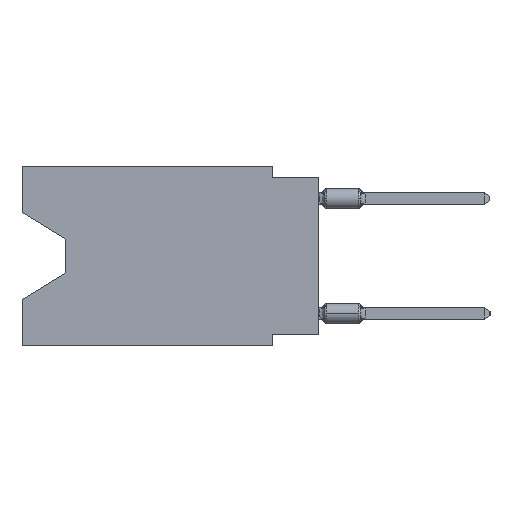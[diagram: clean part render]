
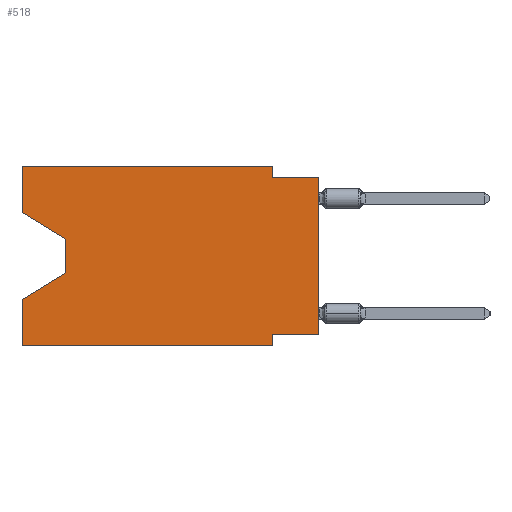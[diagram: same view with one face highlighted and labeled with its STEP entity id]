
A CAD part, left-side view. The second image highlights one B-rep face of the part: STEP entity #518.
In plain terms, the highlighted planar face has unit normal (-1, 0, 0).
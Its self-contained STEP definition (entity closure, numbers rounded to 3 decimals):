
#518 = ADVANCED_FACE ( 'NONE', ( #19816 ), #23456, .F. ) ;
#1528 = DIRECTION ( 'NONE',  ( 0., 0., 1. ) ) ;
#1619 = ORIENTED_EDGE ( 'NONE', *, *, #10709, .F. ) ;
#1959 = VECTOR ( 'NONE', #31115, 1000. ) ;
#4024 = DIRECTION ( 'NONE',  ( 0., 0., -1. ) ) ;
#4383 = ORIENTED_EDGE ( 'NONE', *, *, #17341, .F. ) ;
#5377 = DIRECTION ( 'NONE',  ( 1., 0., 0. ) ) ;
#5648 = VERTEX_POINT ( 'NONE', #31648 ) ;
#5687 = VECTOR ( 'NONE', #14133, 1000. ) ;
#7009 = EDGE_CURVE ( 'NONE', #34606, #21306, #12217, .T. ) ;
#7264 = VECTOR ( 'NONE', #44049, 1000. ) ;
#8140 = LINE ( 'NONE', #25294, #32738 ) ;
#8431 = CARTESIAN_POINT ( 'NONE',  ( 0., 16.383, -9.906 ) ) ;
#9270 = EDGE_CURVE ( 'NONE', #20919, #32193, #45008, .T. ) ;
#10709 = EDGE_CURVE ( 'NONE', #39749, #37323, #43863, .T. ) ;
#11540 = VECTOR ( 'NONE', #22614, 1000. ) ;
#12017 = CARTESIAN_POINT ( 'NONE',  ( 0., 16.383, -9.906 ) ) ;
#12063 = VECTOR ( 'NONE', #13596, 1000. ) ;
#12217 = LINE ( 'NONE', #43559, #17629 ) ;
#12323 = ORIENTED_EDGE ( 'NONE', *, *, #20711, .T. ) ;
#12516 = CARTESIAN_POINT ( 'NONE',  ( 0., 0., -0.635 ) ) ;
#12967 = LINE ( 'NONE', #12516, #11540 ) ;
#13596 = DIRECTION ( 'NONE',  ( 0., 0., -1. ) ) ;
#13980 = ORIENTED_EDGE ( 'NONE', *, *, #9270, .F. ) ;
#14133 = DIRECTION ( 'NONE',  ( 0., 1., 0. ) ) ;
#14559 = LINE ( 'NONE', #14781, #32968 ) ;
#14781 = CARTESIAN_POINT ( 'NONE',  ( 0., 0., 0. ) ) ;
#15932 = CARTESIAN_POINT ( 'NONE',  ( 0., 16.383, -2.546 ) ) ;
#16158 = DIRECTION ( 'NONE',  ( 0., -1., 0. ) ) ;
#16631 = ORIENTED_EDGE ( 'NONE', *, *, #41115, .F. ) ;
#16763 = LINE ( 'NONE', #41437, #1959 ) ;
#16888 = ORIENTED_EDGE ( 'NONE', *, *, #7009, .T. ) ;
#17341 = EDGE_CURVE ( 'NONE', #43160, #30928, #12967, .T. ) ;
#17581 = CARTESIAN_POINT ( 'NONE',  ( 0., 0., -9.271 ) ) ;
#17629 = VECTOR ( 'NONE', #33243, 1000. ) ;
#17692 = EDGE_LOOP ( 'NONE', ( #12323, #39289, #16888, #30544, #26023, #42478, #13980, #44322, #4383, #16631, #1619, #24439 ) ) ;
#19564 = VECTOR ( 'NONE', #1528, 1000. ) ;
#19816 = FACE_OUTER_BOUND ( 'NONE', #17692, .T. ) ;
#20038 = LINE ( 'NONE', #15932, #7264 ) ;
#20711 = EDGE_CURVE ( 'NONE', #29433, #5648, #20038, .T. ) ;
#20919 = VERTEX_POINT ( 'NONE', #37062 ) ;
#21306 = VERTEX_POINT ( 'NONE', #39078 ) ;
#22614 = DIRECTION ( 'NONE',  ( 0., -1., 0. ) ) ;
#23008 = CARTESIAN_POINT ( 'NONE',  ( 0., 2.54, 0. ) ) ;
#23032 = EDGE_CURVE ( 'NONE', #29433, #39749, #26444, .T. ) ;
#23148 = AXIS2_PLACEMENT_3D ( 'NONE', #37170, #5377, #33946 ) ;
#23456 = PLANE ( 'NONE',  #23148 ) ;
#23698 = CARTESIAN_POINT ( 'NONE',  ( 0., 13.97, -5.893 ) ) ;
#24340 = CARTESIAN_POINT ( 'NONE',  ( 0., 16.383, -2.546 ) ) ;
#24439 = ORIENTED_EDGE ( 'NONE', *, *, #23032, .F. ) ;
#24635 = VERTEX_POINT ( 'NONE', #30676 ) ;
#25294 = CARTESIAN_POINT ( 'NONE',  ( 0., 13.97, -4.013 ) ) ;
#26023 = ORIENTED_EDGE ( 'NONE', *, *, #37305, .T. ) ;
#26224 = VECTOR ( 'NONE', #40638, 1000. ) ;
#26444 = LINE ( 'NONE', #36056, #19564 ) ;
#26511 = VERTEX_POINT ( 'NONE', #8431 ) ;
#27061 = CARTESIAN_POINT ( 'NONE',  ( 0., 0., -0.635 ) ) ;
#27723 = CARTESIAN_POINT ( 'NONE',  ( 0., 2.54, -9.271 ) ) ;
#27846 = VECTOR ( 'NONE', #16158, 1000. ) ;
#27995 = CARTESIAN_POINT ( 'NONE',  ( 0., 2.54, -9.906 ) ) ;
#28498 = DIRECTION ( 'NONE',  ( 0., 0., 1. ) ) ;
#29371 = EDGE_CURVE ( 'NONE', #32193, #24635, #41952, .T. ) ;
#29433 = VERTEX_POINT ( 'NONE', #24340 ) ;
#30544 = ORIENTED_EDGE ( 'NONE', *, *, #42165, .F. ) ;
#30676 = CARTESIAN_POINT ( 'NONE',  ( 0., 2.54, -9.906 ) ) ;
#30928 = VERTEX_POINT ( 'NONE', #27061 ) ;
#31115 = DIRECTION ( 'NONE',  ( 0., 0., -1. ) ) ;
#31242 = CARTESIAN_POINT ( 'NONE',  ( 0., 16.383, 0. ) ) ;
#31648 = CARTESIAN_POINT ( 'NONE',  ( 0., 13.97, -4.013 ) ) ;
#31692 = LINE ( 'NONE', #31242, #36359 ) ;
#31933 = DIRECTION ( 'NONE',  ( 0., 0., 1. ) ) ;
#32193 = VERTEX_POINT ( 'NONE', #27723 ) ;
#32738 = VECTOR ( 'NONE', #4024, 1000. ) ;
#32968 = VECTOR ( 'NONE', #28498, 1000. ) ;
#33243 = DIRECTION ( 'NONE',  ( 0., 0.855, -0.519 ) ) ;
#33946 = DIRECTION ( 'NONE',  ( 0., 0., -1. ) ) ;
#34606 = VERTEX_POINT ( 'NONE', #23698 ) ;
#35904 = EDGE_CURVE ( 'NONE', #20919, #30928, #14559, .T. ) ;
#36056 = CARTESIAN_POINT ( 'NONE',  ( 0., 16.383, 0. ) ) ;
#36262 = LINE ( 'NONE', #12017, #27846 ) ;
#36359 = VECTOR ( 'NONE', #31933, 1000. ) ;
#36562 = CARTESIAN_POINT ( 'NONE',  ( 0., 2.54, -0.635 ) ) ;
#37062 = CARTESIAN_POINT ( 'NONE',  ( 0., 0., -9.271 ) ) ;
#37170 = CARTESIAN_POINT ( 'NONE',  ( 0., 16.383, 0. ) ) ;
#37305 = EDGE_CURVE ( 'NONE', #26511, #24635, #36262, .T. ) ;
#37323 = VERTEX_POINT ( 'NONE', #23008 ) ;
#38949 = CARTESIAN_POINT ( 'NONE',  ( 0., 16.383, 0. ) ) ;
#39078 = CARTESIAN_POINT ( 'NONE',  ( 0., 16.383, -7.36 ) ) ;
#39289 = ORIENTED_EDGE ( 'NONE', *, *, #44572, .T. ) ;
#39749 = VERTEX_POINT ( 'NONE', #38949 ) ;
#40638 = DIRECTION ( 'NONE',  ( 0., -1., 0. ) ) ;
#41082 = CARTESIAN_POINT ( 'NONE',  ( 0., 16.383, 0. ) ) ;
#41115 = EDGE_CURVE ( 'NONE', #37323, #43160, #16763, .T. ) ;
#41437 = CARTESIAN_POINT ( 'NONE',  ( 0., 2.54, 0. ) ) ;
#41952 = LINE ( 'NONE', #27995, #12063 ) ;
#42165 = EDGE_CURVE ( 'NONE', #26511, #21306, #31692, .T. ) ;
#42478 = ORIENTED_EDGE ( 'NONE', *, *, #29371, .F. ) ;
#43160 = VERTEX_POINT ( 'NONE', #36562 ) ;
#43559 = CARTESIAN_POINT ( 'NONE',  ( 0., 13.97, -5.893 ) ) ;
#43863 = LINE ( 'NONE', #41082, #26224 ) ;
#44049 = DIRECTION ( 'NONE',  ( 0., -0.855, -0.519 ) ) ;
#44322 = ORIENTED_EDGE ( 'NONE', *, *, #35904, .T. ) ;
#44572 = EDGE_CURVE ( 'NONE', #5648, #34606, #8140, .T. ) ;
#45008 = LINE ( 'NONE', #17581, #5687 ) ;
